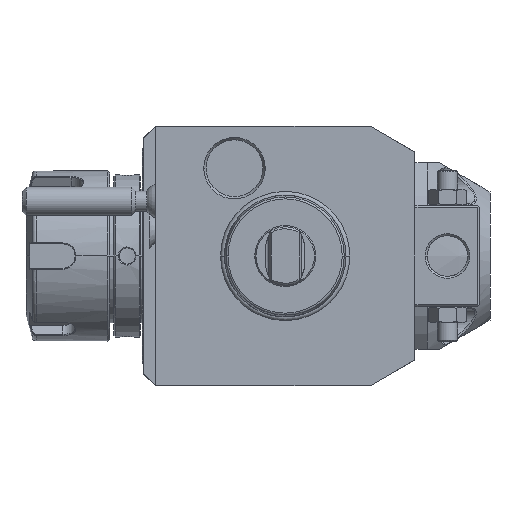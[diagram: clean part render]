
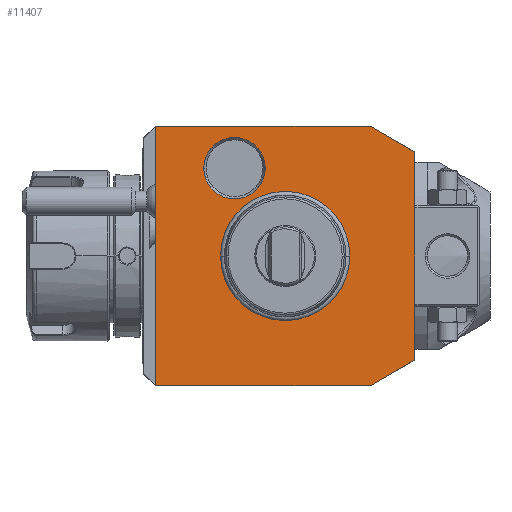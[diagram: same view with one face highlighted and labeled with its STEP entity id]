
A CAD part, front view. The second image highlights one B-rep face of the part: STEP entity #11407.
In plain terms, the highlighted planar face has unit normal (0, -1, 0).
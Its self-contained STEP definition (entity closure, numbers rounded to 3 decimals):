
#1=DIRECTION('',(0.866,0.,0.5));
#2=VECTOR('',#1,12.702);
#3=CARTESIAN_POINT('',(21.,0.,-32.));
#4=LINE('',#3,#2);
#5=DIRECTION('',(1.,0.,0.));
#6=VECTOR('',#5,53.);
#7=CARTESIAN_POINT('',(-32.,0.,-32.));
#8=LINE('',#7,#6);
#9=DIRECTION('',(0.,0.,-1.));
#10=VECTOR('',#9,64.);
#11=CARTESIAN_POINT('',(-32.,0.,32.));
#12=LINE('',#11,#10);
#13=DIRECTION('',(-1.,0.,0.));
#14=VECTOR('',#13,53.);
#15=CARTESIAN_POINT('',(21.,0.,32.));
#16=LINE('',#15,#14);
#17=DIRECTION('',(-0.866,0.,0.5));
#18=VECTOR('',#17,12.702);
#19=CARTESIAN_POINT('',(32.,0.,25.649));
#20=LINE('',#19,#18);
#21=DIRECTION('',(0.,0.,1.));
#22=VECTOR('',#21,51.298);
#23=CARTESIAN_POINT('',(32.,0.,-25.649));
#24=LINE('',#23,#22);
#25=CARTESIAN_POINT('',(-12.5,0.,21.651));
#26=DIRECTION('',(0.,1.,0.));
#27=DIRECTION('',(1.,0.,0.));
#28=AXIS2_PLACEMENT_3D('',#25,#26,#27);
#30=CARTESIAN_POINT('',(-12.5,0.,21.651));
#31=DIRECTION('',(0.,1.,0.));
#32=DIRECTION('',(-1.,0.,0.));
#33=AXIS2_PLACEMENT_3D('',#30,#31,#32);
#8827=CARTESIAN_POINT('',(0.,0.,0.));
#8828=DIRECTION('',(0.,-1.,0.));
#8829=DIRECTION('',(1.,0.,0.));
#8830=AXIS2_PLACEMENT_3D('',#8827,#8828,#8829);
#8832=CARTESIAN_POINT('',(0.,0.,0.));
#8833=DIRECTION('',(0.,-1.,0.));
#8834=DIRECTION('',(-1.,0.,0.));
#8835=AXIS2_PLACEMENT_3D('',#8832,#8833,#8834);
#10299=CARTESIAN_POINT('',(-4.923,0.,
21.651));
#10300=CARTESIAN_POINT('',(-20.077,0.,
21.651));
#10301=VERTEX_POINT('',#10299);
#10302=VERTEX_POINT('',#10300);
#11214=CARTESIAN_POINT('',(21.,0.,-32.));
#11215=CARTESIAN_POINT('',(32.,0.,-25.649));
#11216=VERTEX_POINT('',#11214);
#11217=VERTEX_POINT('',#11215);
#11218=CARTESIAN_POINT('',(32.,0.,25.649));
#11219=VERTEX_POINT('',#11218);
#11220=CARTESIAN_POINT('',(21.,0.,32.));
#11221=VERTEX_POINT('',#11220);
#11222=CARTESIAN_POINT('',(-32.,0.,32.));
#11223=VERTEX_POINT('',#11222);
#11224=CARTESIAN_POINT('',(-32.,0.,-32.));
#11225=VERTEX_POINT('',#11224);
#11258=CARTESIAN_POINT('',(15.783,0.,0.));
#11259=CARTESIAN_POINT('',(-15.783,0.,0.));
#11260=VERTEX_POINT('',#11258);
#11261=VERTEX_POINT('',#11259);
#11376=CARTESIAN_POINT('',(0.,0.,0.));
#11377=DIRECTION('',(0.,-1.,0.));
#11378=DIRECTION('',(-1.,0.,0.));
#11379=AXIS2_PLACEMENT_3D('',#11376,#11377,#11378);
#11380=PLANE('',#11379);
#11382=ORIENTED_EDGE('',*,*,#11381,.F.);
#11384=ORIENTED_EDGE('',*,*,#11383,.F.);
#11386=ORIENTED_EDGE('',*,*,#11385,.F.);
#11388=ORIENTED_EDGE('',*,*,#11387,.F.);
#11390=ORIENTED_EDGE('',*,*,#11389,.F.);
#11392=ORIENTED_EDGE('',*,*,#11391,.F.);
#11393=EDGE_LOOP('',(#11382,#11384,#11386,#11388,#11390,#11392));
#11394=FACE_OUTER_BOUND('',#11393,.F.);
#11396=ORIENTED_EDGE('',*,*,#11395,.T.);
#11398=ORIENTED_EDGE('',*,*,#11397,.T.);
#11399=EDGE_LOOP('',(#11396,#11398));
#11400=FACE_BOUND('',#11399,.F.);
#11402=ORIENTED_EDGE('',*,*,#11401,.F.);
#11404=ORIENTED_EDGE('',*,*,#11403,.F.);
#11405=EDGE_LOOP('',(#11402,#11404));
#11406=FACE_BOUND('',#11405,.F.);
#29=CIRCLE('',#28,7.577);
#34=CIRCLE('',#33,7.577);
#8831=CIRCLE('',#8830,15.783);
#8836=CIRCLE('',#8835,15.783);
#11381=EDGE_CURVE('',#11216,#11217,#4,.T.);
#11383=EDGE_CURVE('',#11225,#11216,#8,.T.);
#11385=EDGE_CURVE('',#11223,#11225,#12,.T.);
#11387=EDGE_CURVE('',#11221,#11223,#16,.T.);
#11389=EDGE_CURVE('',#11219,#11221,#20,.T.);
#11391=EDGE_CURVE('',#11217,#11219,#24,.T.);
#11395=EDGE_CURVE('',#11260,#11261,#8831,.T.);
#11397=EDGE_CURVE('',#11261,#11260,#8836,.T.);
#11401=EDGE_CURVE('',#10301,#10302,#29,.T.);
#11403=EDGE_CURVE('',#10302,#10301,#34,.T.);
#11407=ADVANCED_FACE('',(#11394,#11400,#11406),#11380,.T.);
